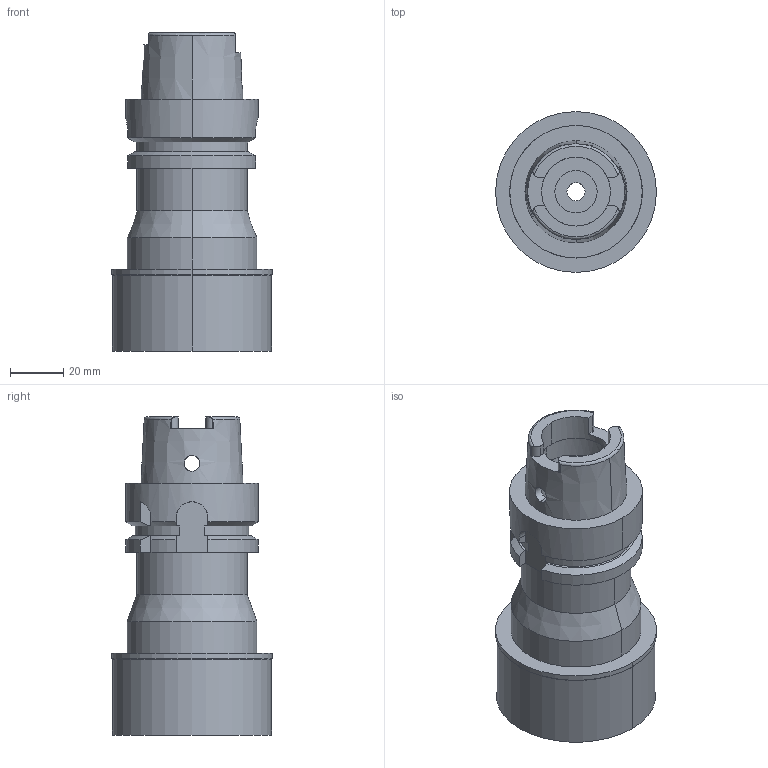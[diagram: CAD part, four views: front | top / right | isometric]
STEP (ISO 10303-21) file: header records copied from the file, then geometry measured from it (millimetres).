
FILE_DESCRIPTION((''),'2;1');
FILE_NAME('HA50MN25095-245_ASM','2018-03-02T',('ykawabe'),(''),'CREO PARAMETRIC BY PTC INC, 2016380','CREO PARAMETRIC BY PTC INC, 2016380','');
FILE_SCHEMA(('AUTOMOTIVE_DESIGN { 1 0 10303 214 1 1 1 1 }'));
Length unit declared in the file: millimetre
Products named in the file (5): HSK-A50-MEGA25N-95_1; NBC25-24_5_1; MGN25_1; DXF_TEMP_ASSY_ASM_4_ASM; HA50MN25095-245_ASM
Assembly tree (4 placements, depth 3):
  HA50MN25095-245_ASM
    DXF_TEMP_ASSY_ASM_4_ASM
      HSK-A50-MEGA25N-95_1
      NBC25-24_5_1
      MGN25_1
Bounding box: 60.7 x 60.7 x 120 mm (x, y, z)
Volume: 159215.4 mm3; surface area: 53974.6 mm2
Topology: 3 solids, 3 shells, 136 faces, 351 edges, 233 vertices
Faces by surface type: cylinder 59, plane 51, cone 22, torus 4
Entity records: 6183 total; most frequent: CARTESIAN_POINT 1036, DIRECTION 792, ORIENTED_EDGE 702, PRESENTATION_STYLE_ASSIGNMENT 359, STYLED_ITEM 359, CURVE_STYLE 356, EDGE_CURVE 351, AXIS2_PLACEMENT_3D 322
